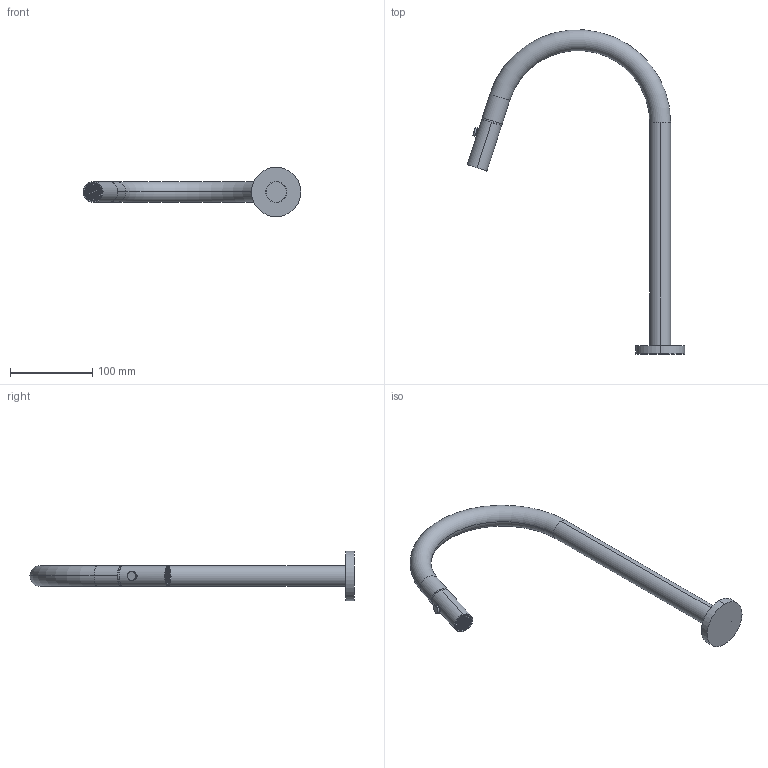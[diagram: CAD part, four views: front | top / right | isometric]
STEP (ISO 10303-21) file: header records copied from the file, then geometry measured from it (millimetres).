
FILE_DESCRIPTION (( 'STEP AP214' ), '1' );
FILE_NAME ('MPPOHO_shell.STEP', '2020-01-21T02:47:40', ( 'khoa' ), ( '' ), 'SwSTEP 2.0', 'SolidWorks 2016', '' );
FILE_SCHEMA (( 'AUTOMOTIVE_DESIGN' ));
Length unit declared in the file: millimetre
Products named in the file (2): MPPOHO_shell
Bounding box: 264.83 x 394.21 x 60 mm (x, y, z)
Volume: 122472.1 mm3; surface area: 102564.5 mm2
Topology: 2 solids, 4 shells, 681 faces, 1754 edges, 1162 vertices
Faces by surface type: plane 475, cylinder 173, cone 14, bspline 11, torus 8
Entity records: 31879 total; most frequent: CARTESIAN_POINT 7458, ORIENTED_EDGE 3508, DIRECTION 3456, EDGE_CURVE 1754, LINE 1302, VECTOR 1302, VERTEX_POINT 1162, AXIS2_PLACEMENT_3D 1077
